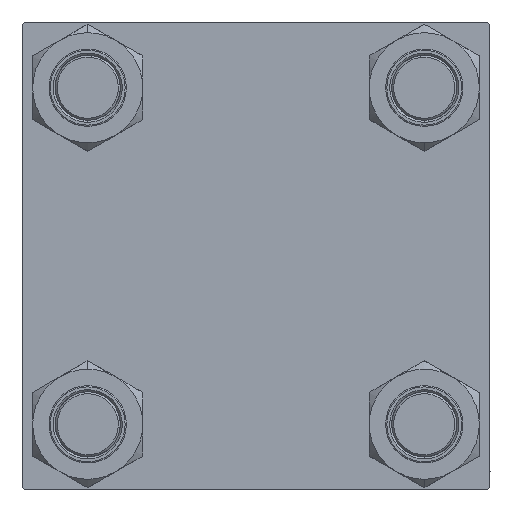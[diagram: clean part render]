
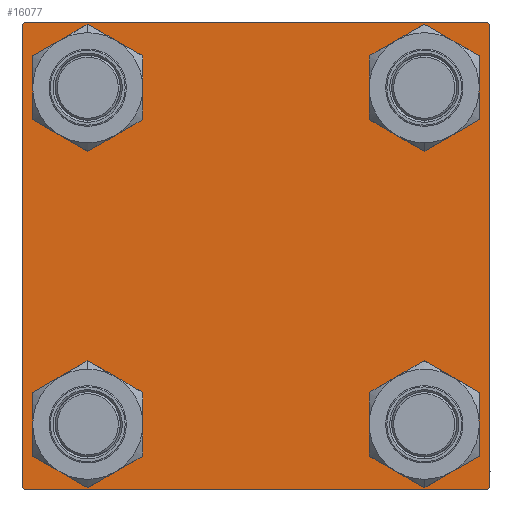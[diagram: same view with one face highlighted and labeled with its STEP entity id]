
A CAD part, left-side view. The second image highlights one B-rep face of the part: STEP entity #16077.
In plain terms, the highlighted planar face has unit normal (-1, 0, 0).
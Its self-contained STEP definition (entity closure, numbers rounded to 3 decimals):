
#234 = CARTESIAN_POINT ( 'NONE',  ( 0., -57.25, -57.25 ) ) ;
#538 = VERTEX_POINT ( 'NONE', #9598 ) ;
#793 = FACE_BOUND ( 'NONE', #18802, .T. ) ;
#985 = VECTOR ( 'NONE', #8433, 1000. ) ;
#1610 = DIRECTION ( 'NONE',  ( 0., -1., 0. ) ) ;
#2215 = CIRCLE ( 'NONE', #3865, 8.5 ) ;
#2835 = CARTESIAN_POINT ( 'NONE',  ( 0., 57.5, 57. ) ) ;
#3086 = AXIS2_PLACEMENT_3D ( 'NONE', #49572, #14380, #10515 ) ;
#3127 = EDGE_CURVE ( 'NONE', #13115, #9976, #20683, .T. ) ;
#3277 = DIRECTION ( 'NONE',  ( 1., 0., 0. ) ) ;
#3865 = AXIS2_PLACEMENT_3D ( 'NONE', #9960, #28976, #17682 ) ;
#3896 = CIRCLE ( 'NONE', #3086, 8.5 ) ;
#4705 = CARTESIAN_POINT ( 'NONE',  ( 0., -57.5, 57.5 ) ) ;
#5026 = VERTEX_POINT ( 'NONE', #46075 ) ;
#6225 = LINE ( 'NONE', #33697, #12019 ) ;
#6363 = AXIS2_PLACEMENT_3D ( 'NONE', #8751, #28260, #24400 ) ;
#6456 = CARTESIAN_POINT ( 'NONE',  ( 0., 57., 57.5 ) ) ;
#6590 = VERTEX_POINT ( 'NONE', #49000 ) ;
#6770 = CARTESIAN_POINT ( 'NONE',  ( 0., -41.35, -32.85 ) ) ;
#7297 = ORIENTED_EDGE ( 'NONE', *, *, #8744, .T. ) ;
#7542 = ORIENTED_EDGE ( 'NONE', *, *, #44656, .T. ) ;
#7571 = LINE ( 'NONE', #19391, #38556 ) ;
#7623 = ORIENTED_EDGE ( 'NONE', *, *, #3127, .T. ) ;
#8433 = DIRECTION ( 'NONE',  ( 0., 0.707, 0.707 ) ) ;
#8681 = CARTESIAN_POINT ( 'NONE',  ( 0., -57.25, 57.25 ) ) ;
#8744 = EDGE_CURVE ( 'NONE', #33580, #538, #13606, .T. ) ;
#8751 = CARTESIAN_POINT ( 'NONE',  ( 0., 0., 0. ) ) ;
#8786 = CARTESIAN_POINT ( 'NONE',  ( 0., -41.35, -41.35 ) ) ;
#8865 = ORIENTED_EDGE ( 'NONE', *, *, #42753, .T. ) ;
#9598 = CARTESIAN_POINT ( 'NONE',  ( 0., 57., -57.5 ) ) ;
#9745 = ORIENTED_EDGE ( 'NONE', *, *, #46425, .T. ) ;
#9960 = CARTESIAN_POINT ( 'NONE',  ( 0., 41.35, -41.35 ) ) ;
#9976 = VERTEX_POINT ( 'NONE', #14156 ) ;
#10515 = DIRECTION ( 'NONE',  ( 0., 0., 1. ) ) ;
#10694 = VERTEX_POINT ( 'NONE', #6770 ) ;
#10813 = EDGE_CURVE ( 'NONE', #37664, #5026, #43924, .T. ) ;
#10956 = VERTEX_POINT ( 'NONE', #6456 ) ;
#11130 = AXIS2_PLACEMENT_3D ( 'NONE', #23945, #39634, #15498 ) ;
#11682 = DIRECTION ( 'NONE',  ( 0., -1., 0. ) ) ;
#11858 = ORIENTED_EDGE ( 'NONE', *, *, #47583, .T. ) ;
#12019 = VECTOR ( 'NONE', #1610, 1000. ) ;
#12329 = CIRCLE ( 'NONE', #39417, 8.5 ) ;
#12540 = CARTESIAN_POINT ( 'NONE',  ( 0., -41.35, 32.85 ) ) ;
#13115 = VERTEX_POINT ( 'NONE', #35945 ) ;
#13530 = CARTESIAN_POINT ( 'NONE',  ( 0., -41.35, 41.35 ) ) ;
#13606 = LINE ( 'NONE', #33622, #44693 ) ;
#13767 = VECTOR ( 'NONE', #43373, 1000. ) ;
#13858 = ORIENTED_EDGE ( 'NONE', *, *, #21656, .T. ) ;
#14156 = CARTESIAN_POINT ( 'NONE',  ( 0., 41.35, 49.85 ) ) ;
#14207 = CARTESIAN_POINT ( 'NONE',  ( 0., -41.35, -49.85 ) ) ;
#14380 = DIRECTION ( 'NONE',  ( 1., 0., 0. ) ) ;
#15498 = DIRECTION ( 'NONE',  ( 0., 0., 1. ) ) ;
#15738 = DIRECTION ( 'NONE',  ( 1., 0., 0. ) ) ;
#15910 = EDGE_CURVE ( 'NONE', #10956, #37479, #6225, .T. ) ;
#16077 = ADVANCED_FACE ( 'NONE', ( #20310, #35982, #793, #43939, #32114 ), #47797, .T. ) ;
#16333 = VERTEX_POINT ( 'NONE', #39258 ) ;
#16424 = LINE ( 'NONE', #40049, #27132 ) ;
#16685 = DIRECTION ( 'NONE',  ( 0., 0., -1. ) ) ;
#17682 = DIRECTION ( 'NONE',  ( 0., 0., 1. ) ) ;
#17796 = ORIENTED_EDGE ( 'NONE', *, *, #32597, .T. ) ;
#18413 = EDGE_CURVE ( 'NONE', #5026, #37664, #2215, .T. ) ;
#18802 = EDGE_LOOP ( 'NONE', ( #43678, #23967 ) ) ;
#18949 = DIRECTION ( 'NONE',  ( 0., 0., 1. ) ) ;
#18989 = LINE ( 'NONE', #234, #13767 ) ;
#19391 = CARTESIAN_POINT ( 'NONE',  ( 0., 57.5, -57.5 ) ) ;
#19474 = ORIENTED_EDGE ( 'NONE', *, *, #29641, .T. ) ;
#20310 = FACE_BOUND ( 'NONE', #26383, .T. ) ;
#20683 = CIRCLE ( 'NONE', #27214, 8.5 ) ;
#20916 = ORIENTED_EDGE ( 'NONE', *, *, #15910, .F. ) ;
#21656 = EDGE_CURVE ( 'NONE', #22860, #10694, #49920, .T. ) ;
#22860 = VERTEX_POINT ( 'NONE', #14207 ) ;
#23013 = DIRECTION ( 'NONE',  ( 0., 0., 1. ) ) ;
#23945 = CARTESIAN_POINT ( 'NONE',  ( 0., 41.35, -41.35 ) ) ;
#23967 = ORIENTED_EDGE ( 'NONE', *, *, #18413, .T. ) ;
#24227 = EDGE_CURVE ( 'NONE', #42724, #6590, #44252, .T. ) ;
#24400 = DIRECTION ( 'NONE',  ( 0., 0., 1. ) ) ;
#24588 = EDGE_LOOP ( 'NONE', ( #48123, #7297, #46729, #7542, #44254, #8865, #20916, #11858 ) ) ;
#24834 = AXIS2_PLACEMENT_3D ( 'NONE', #46311, #29874, #34235 ) ;
#24968 = DIRECTION ( 'NONE',  ( 0., 0., -1. ) ) ;
#26383 = EDGE_LOOP ( 'NONE', ( #27902, #17796 ) ) ;
#27132 = VECTOR ( 'NONE', #16685, 1000. ) ;
#27214 = AXIS2_PLACEMENT_3D ( 'NONE', #38461, #3277, #18949 ) ;
#27325 = CIRCLE ( 'NONE', #24834, 8.5 ) ;
#27902 = ORIENTED_EDGE ( 'NONE', *, *, #44598, .T. ) ;
#28260 = DIRECTION ( 'NONE',  ( -1., 0., 0. ) ) ;
#28760 = VECTOR ( 'NONE', #43160, 1000. ) ;
#28976 = DIRECTION ( 'NONE',  ( 1., 0., 0. ) ) ;
#29180 = DIRECTION ( 'NONE',  ( 0., 0., 1. ) ) ;
#29641 = EDGE_CURVE ( 'NONE', #9976, #13115, #27325, .T. ) ;
#29874 = DIRECTION ( 'NONE',  ( 1., 0., 0. ) ) ;
#32114 = FACE_OUTER_BOUND ( 'NONE', #24588, .T. ) ;
#32597 = EDGE_CURVE ( 'NONE', #37697, #41499, #46661, .T. ) ;
#33580 = VERTEX_POINT ( 'NONE', #34110 ) ;
#33622 = CARTESIAN_POINT ( 'NONE',  ( 0., 57.25, -57.25 ) ) ;
#33697 = CARTESIAN_POINT ( 'NONE',  ( 0., 57.5, 57.5 ) ) ;
#34110 = CARTESIAN_POINT ( 'NONE',  ( 0., 57.5, -57. ) ) ;
#34235 = DIRECTION ( 'NONE',  ( 0., 0., 1. ) ) ;
#35204 = CARTESIAN_POINT ( 'NONE',  ( 0., 57.25, 57.25 ) ) ;
#35496 = EDGE_LOOP ( 'NONE', ( #9745, #13858 ) ) ;
#35945 = CARTESIAN_POINT ( 'NONE',  ( 0., 41.35, 32.85 ) ) ;
#35982 = FACE_BOUND ( 'NONE', #35496, .T. ) ;
#36429 = CARTESIAN_POINT ( 'NONE',  ( 0., -57.5, 57. ) ) ;
#36548 = CARTESIAN_POINT ( 'NONE',  ( 0., -57., 57.5 ) ) ;
#37479 = VERTEX_POINT ( 'NONE', #36548 ) ;
#37664 = VERTEX_POINT ( 'NONE', #40014 ) ;
#37697 = VERTEX_POINT ( 'NONE', #12540 ) ;
#38461 = CARTESIAN_POINT ( 'NONE',  ( 0., 41.35, 41.35 ) ) ;
#38556 = VECTOR ( 'NONE', #11682, 1000. ) ;
#39203 = CARTESIAN_POINT ( 'NONE',  ( 0., -41.35, -41.35 ) ) ;
#39258 = CARTESIAN_POINT ( 'NONE',  ( 0., -57., -57.5 ) ) ;
#39417 = AXIS2_PLACEMENT_3D ( 'NONE', #8786, #15738, #43209 ) ;
#39634 = DIRECTION ( 'NONE',  ( 1., 0., 0. ) ) ;
#40014 = CARTESIAN_POINT ( 'NONE',  ( 0., 41.35, -32.85 ) ) ;
#40049 = CARTESIAN_POINT ( 'NONE',  ( 0., 57.5, 57.5 ) ) ;
#40174 = VECTOR ( 'NONE', #24968, 1000. ) ;
#40956 = AXIS2_PLACEMENT_3D ( 'NONE', #13530, #44865, #29180 ) ;
#41084 = DIRECTION ( 'NONE',  ( 0., -0.707, -0.707 ) ) ;
#41499 = VERTEX_POINT ( 'NONE', #46917 ) ;
#42724 = VERTEX_POINT ( 'NONE', #36429 ) ;
#42753 = EDGE_CURVE ( 'NONE', #42724, #37479, #47983, .T. ) ;
#43160 = DIRECTION ( 'NONE',  ( 0., 0.707, -0.707 ) ) ;
#43209 = DIRECTION ( 'NONE',  ( 0., 0., 1. ) ) ;
#43373 = DIRECTION ( 'NONE',  ( 0., -0.707, 0.707 ) ) ;
#43568 = DIRECTION ( 'NONE',  ( 1., 0., 0. ) ) ;
#43678 = ORIENTED_EDGE ( 'NONE', *, *, #10813, .T. ) ;
#43752 = EDGE_LOOP ( 'NONE', ( #19474, #7623 ) ) ;
#43924 = CIRCLE ( 'NONE', #11130, 8.5 ) ;
#43939 = FACE_BOUND ( 'NONE', #43752, .T. ) ;
#44175 = LINE ( 'NONE', #35204, #28760 ) ;
#44252 = LINE ( 'NONE', #4705, #40174 ) ;
#44254 = ORIENTED_EDGE ( 'NONE', *, *, #24227, .F. ) ;
#44598 = EDGE_CURVE ( 'NONE', #41499, #37697, #3896, .T. ) ;
#44656 = EDGE_CURVE ( 'NONE', #16333, #6590, #18989, .T. ) ;
#44693 = VECTOR ( 'NONE', #41084, 1000. ) ;
#44865 = DIRECTION ( 'NONE',  ( 1., 0., 0. ) ) ;
#45807 = AXIS2_PLACEMENT_3D ( 'NONE', #39203, #43568, #23013 ) ;
#45889 = EDGE_CURVE ( 'NONE', #538, #16333, #7571, .T. ) ;
#46075 = CARTESIAN_POINT ( 'NONE',  ( 0., 41.35, -49.85 ) ) ;
#46311 = CARTESIAN_POINT ( 'NONE',  ( 0., 41.35, 41.35 ) ) ;
#46425 = EDGE_CURVE ( 'NONE', #10694, #22860, #12329, .T. ) ;
#46661 = CIRCLE ( 'NONE', #40956, 8.5 ) ;
#46729 = ORIENTED_EDGE ( 'NONE', *, *, #45889, .T. ) ;
#46917 = CARTESIAN_POINT ( 'NONE',  ( 0., -41.35, 49.85 ) ) ;
#47583 = EDGE_CURVE ( 'NONE', #10956, #50571, #44175, .T. ) ;
#47797 = PLANE ( 'NONE',  #6363 ) ;
#47983 = LINE ( 'NONE', #8681, #985 ) ;
#48123 = ORIENTED_EDGE ( 'NONE', *, *, #48451, .T. ) ;
#48451 = EDGE_CURVE ( 'NONE', #50571, #33580, #16424, .T. ) ;
#49000 = CARTESIAN_POINT ( 'NONE',  ( 0., -57.5, -57. ) ) ;
#49572 = CARTESIAN_POINT ( 'NONE',  ( 0., -41.35, 41.35 ) ) ;
#49920 = CIRCLE ( 'NONE', #45807, 8.5 ) ;
#50571 = VERTEX_POINT ( 'NONE', #2835 ) ;
